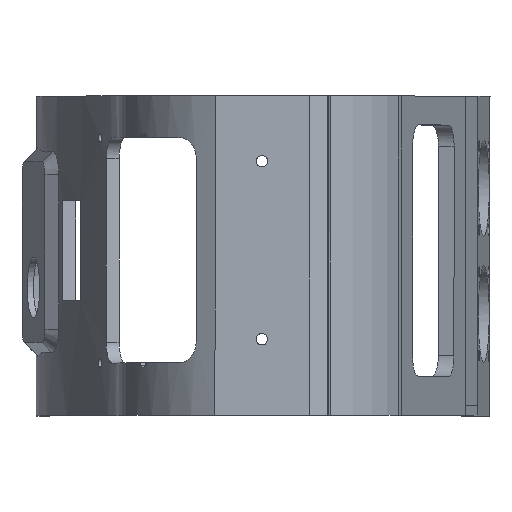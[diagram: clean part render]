
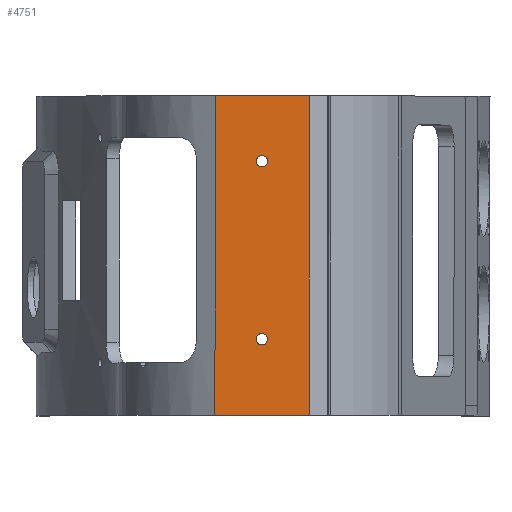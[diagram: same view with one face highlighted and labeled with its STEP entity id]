
A CAD part, top view. The second image highlights one B-rep face of the part: STEP entity #4751.
In plain terms, the highlighted planar face has unit normal (0, 0, 1).
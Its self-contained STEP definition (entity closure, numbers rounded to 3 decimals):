
#17=ELLIPSE('',#5216,2.2,2.2);
#18=ELLIPSE('',#5218,2.2,2.2);
#186=FACE_BOUND('',#1084,.T.);
#187=FACE_BOUND('',#1085,.T.);
#781=FACE_OUTER_BOUND('',#1083,.T.);
#1083=EDGE_LOOP('',(#4357,#4358,#4359,#4360));
#1084=EDGE_LOOP('',(#4361));
#1085=EDGE_LOOP('',(#4362));
#1377=LINE('',#8793,#1759);
#1457=LINE('',#9984,#1839);
#1469=LINE('',#10024,#1851);
#1470=LINE('',#10026,#1852);
#1759=VECTOR('',#6178,10.);
#1839=VECTOR('',#6456,10.);
#1851=VECTOR('',#6510,10.);
#1852=VECTOR('',#6513,10.);
#2182=VERTEX_POINT('',#8790);
#2183=VERTEX_POINT('',#8792);
#2294=VERTEX_POINT('',#9981);
#2295=VERTEX_POINT('',#9983);
#2301=VERTEX_POINT('',#10013);
#2302=VERTEX_POINT('',#10017);
#2803=EDGE_CURVE('',#2182,#2183,#1377,.T.);
#2977=EDGE_CURVE('',#2294,#2295,#1457,.T.);
#2993=EDGE_CURVE('',#2301,#2301,#17,.T.);
#2995=EDGE_CURVE('',#2302,#2302,#18,.T.);
#2997=EDGE_CURVE('',#2295,#2182,#1469,.T.);
#2998=EDGE_CURVE('',#2294,#2183,#1470,.T.);
#4357=ORIENTED_EDGE('',*,*,#2997,.F.);
#4358=ORIENTED_EDGE('',*,*,#2977,.F.);
#4359=ORIENTED_EDGE('',*,*,#2998,.T.);
#4360=ORIENTED_EDGE('',*,*,#2803,.F.);
#4361=ORIENTED_EDGE('',*,*,#2993,.T.);
#4362=ORIENTED_EDGE('',*,*,#2995,.T.);
#4500=PLANE('',#5222);
#4751=ADVANCED_FACE('',(#781,#186,#187),#4500,.T.);
#5216=AXIS2_PLACEMENT_3D('',#10015,#6496,#6497);
#5218=AXIS2_PLACEMENT_3D('',#10019,#6501,#6502);
#5222=AXIS2_PLACEMENT_3D('',#10025,#6511,#6512);
#6178=DIRECTION('',(-1.,0.001,0.));
#6456=DIRECTION('',(1.,-0.001,0.));
#6496=DIRECTION('center_axis',(0.,0.,
-1.));
#6497=DIRECTION('ref_axis',(1.,-0.001,0.));
#6501=DIRECTION('center_axis',(0.,0.,
-1.));
#6502=DIRECTION('ref_axis',(1.,-0.001,0.));
#6510=DIRECTION('',(-0.001,-1.,0.));
#6511=DIRECTION('center_axis',(0.,0.,
1.));
#6512=DIRECTION('ref_axis',(1.,-0.001,0.));
#6513=DIRECTION('',(-0.001,-1.,0.));
#8790=CARTESIAN_POINT('',(-114.13,-161.543,-62.372));
#8792=CARTESIAN_POINT('',(-150.13,-161.521,-62.372));
#8793=CARTESIAN_POINT('',(-150.13,-161.521,-62.372));
#9981=CARTESIAN_POINT('',(-150.057,-39.521,-62.372));
#9983=CARTESIAN_POINT('',(-114.057,-39.543,-62.372));
#9984=CARTESIAN_POINT('',(-150.057,-39.521,-62.372));
#10013=CARTESIAN_POINT('',(-132.248,-130.332,-62.372));
#10015=CARTESIAN_POINT('Origin',(-132.249,-132.532,-62.372));
#10017=CARTESIAN_POINT('',(-132.207,-62.332,-62.372));
#10019=CARTESIAN_POINT('Origin',(-132.208,-64.532,-62.372));
#10024=CARTESIAN_POINT('',(-114.128,-157.543,-62.372));
#10025=CARTESIAN_POINT('Origin',(-150.128,-157.521,-62.372));
#10026=CARTESIAN_POINT('',(-150.128,-157.521,-62.372));
